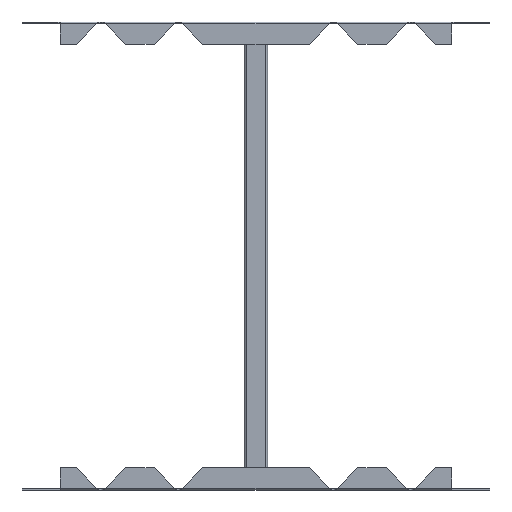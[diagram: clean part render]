
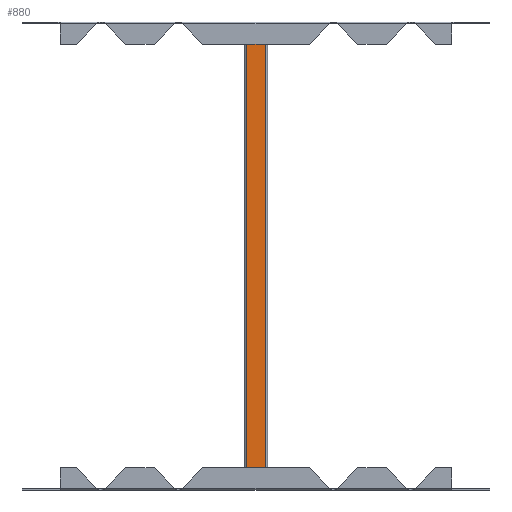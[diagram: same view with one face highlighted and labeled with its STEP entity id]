
A CAD part, front view. The second image highlights one B-rep face of the part: STEP entity #880.
In plain terms, the highlighted planar face has unit normal (0, -1, 0).
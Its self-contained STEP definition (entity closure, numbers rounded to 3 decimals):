
#18 = VERTEX_POINT ( 'NONE', #3125 ) ;
#133 = VERTEX_POINT ( 'NONE', #2038 ) ;
#279 = EDGE_CURVE ( 'NONE', #2314, #133, #2489, .T. ) ;
#404 = EDGE_CURVE ( 'NONE', #736, #18, #5180, .T. ) ;
#736 = VERTEX_POINT ( 'NONE', #930 ) ;
#880 = ADVANCED_FACE ( 'NONE', ( #1212 ), #1809, .F. ) ;
#930 = CARTESIAN_POINT ( 'NONE',  ( 12., 0., 296.5 ) ) ;
#988 = ORIENTED_EDGE ( 'NONE', *, *, #279, .F. ) ;
#1166 = LINE ( 'NONE', #2671, #5503 ) ;
#1212 = FACE_OUTER_BOUND ( 'NONE', #4223, .T. ) ;
#1321 = EDGE_CURVE ( 'NONE', #2314, #736, #3564, .T. ) ;
#1809 = PLANE ( 'NONE',  #3857 ) ;
#2006 = ORIENTED_EDGE ( 'NONE', *, *, #404, .T. ) ;
#2038 = CARTESIAN_POINT ( 'NONE',  ( -12., 0., -296.5 ) ) ;
#2144 = EDGE_CURVE ( 'NONE', #133, #18, #1166, .T. ) ;
#2226 = CARTESIAN_POINT ( 'NONE',  ( -12., 0., -296.5 ) ) ;
#2290 = DIRECTION ( 'NONE',  ( 0., 1., 0. ) ) ;
#2314 = VERTEX_POINT ( 'NONE', #3170 ) ;
#2489 = LINE ( 'NONE', #4466, #4110 ) ;
#2671 = CARTESIAN_POINT ( 'NONE',  ( -12., 0., -296.5 ) ) ;
#3077 = DIRECTION ( 'NONE',  ( 0., 0., 1. ) ) ;
#3125 = CARTESIAN_POINT ( 'NONE',  ( -12., 0., 296.5 ) ) ;
#3170 = CARTESIAN_POINT ( 'NONE',  ( 12., 0., -296.5 ) ) ;
#3229 = VECTOR ( 'NONE', #3404, 1000. ) ;
#3404 = DIRECTION ( 'NONE',  ( 0., 0., 1. ) ) ;
#3564 = LINE ( 'NONE', #5508, #3229 ) ;
#3628 = DIRECTION ( 'NONE',  ( -1., 0., 0. ) ) ;
#3759 = CARTESIAN_POINT ( 'NONE',  ( -12., 0., 296.5 ) ) ;
#3855 = VECTOR ( 'NONE', #5450, 1000. ) ;
#3857 = AXIS2_PLACEMENT_3D ( 'NONE', #2226, #2290, #5222 ) ;
#4110 = VECTOR ( 'NONE', #3628, 1000. ) ;
#4223 = EDGE_LOOP ( 'NONE', ( #2006, #5284, #988, #4468 ) ) ;
#4466 = CARTESIAN_POINT ( 'NONE',  ( -12., 0., -296.5 ) ) ;
#4468 = ORIENTED_EDGE ( 'NONE', *, *, #1321, .T. ) ;
#5180 = LINE ( 'NONE', #3759, #3855 ) ;
#5222 = DIRECTION ( 'NONE',  ( -1., 0., 0. ) ) ;
#5284 = ORIENTED_EDGE ( 'NONE', *, *, #2144, .F. ) ;
#5450 = DIRECTION ( 'NONE',  ( -1., 0., 0. ) ) ;
#5503 = VECTOR ( 'NONE', #3077, 1000. ) ;
#5508 = CARTESIAN_POINT ( 'NONE',  ( 12., 0., -296.5 ) ) ;
